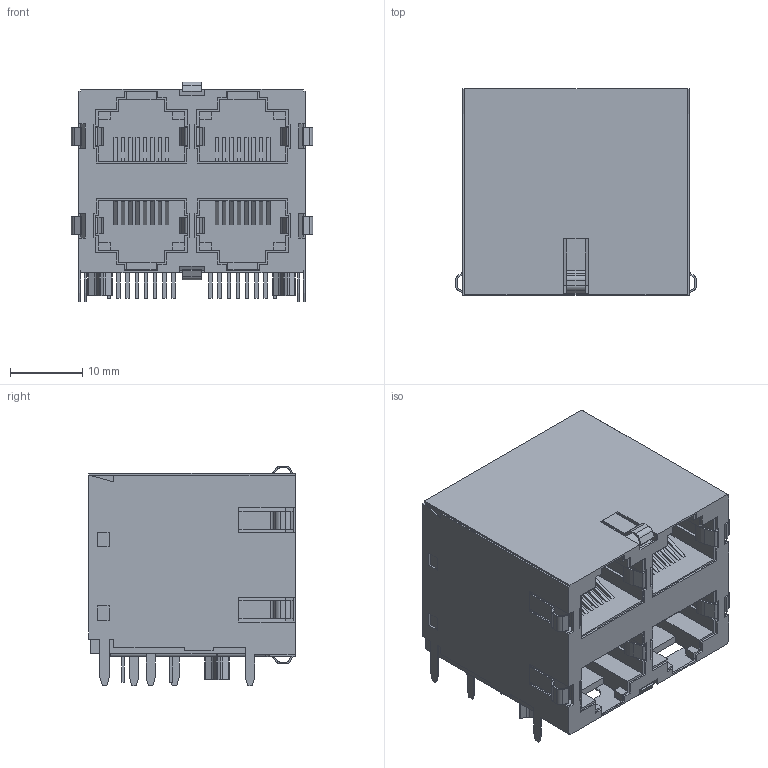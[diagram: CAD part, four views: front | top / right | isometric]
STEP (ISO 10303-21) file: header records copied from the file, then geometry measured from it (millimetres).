
FILE_DESCRIPTION((''),'2;1');
FILE_NAME('TYCO_5569260-1.stp','2012-02-29T13:10:59',(''),(''),'Mechanical Desktop 2011','Mechanical Desktop 2011',', , ');
FILE_SCHEMA(('AUTOMOTIVE_DESIGN { 1 2 10303 214 1 1 1 1 }'));
Length unit declared in the file: millimetre
Products named in the file (1): Product
Bounding box: 33.27 x 28.45 x 30.35 mm (x, y, z)
Volume: 17713.2 mm3; surface area: 14400.9 mm2
Topology: 88 solids, 88 shells, 1037 faces, 2627 edges, 1746 vertices
Faces by surface type: plane 871, cylinder 106, bspline 60
Entity records: 30757 total; most frequent: CARTESIAN_POINT 5595, ORIENTED_EDGE 5252, DIRECTION 4794, EDGE_CURVE 2626, VECTOR 2414, LINE 2414, VERTEX_POINT 1745, AXIS2_PLACEMENT_3D 1190
